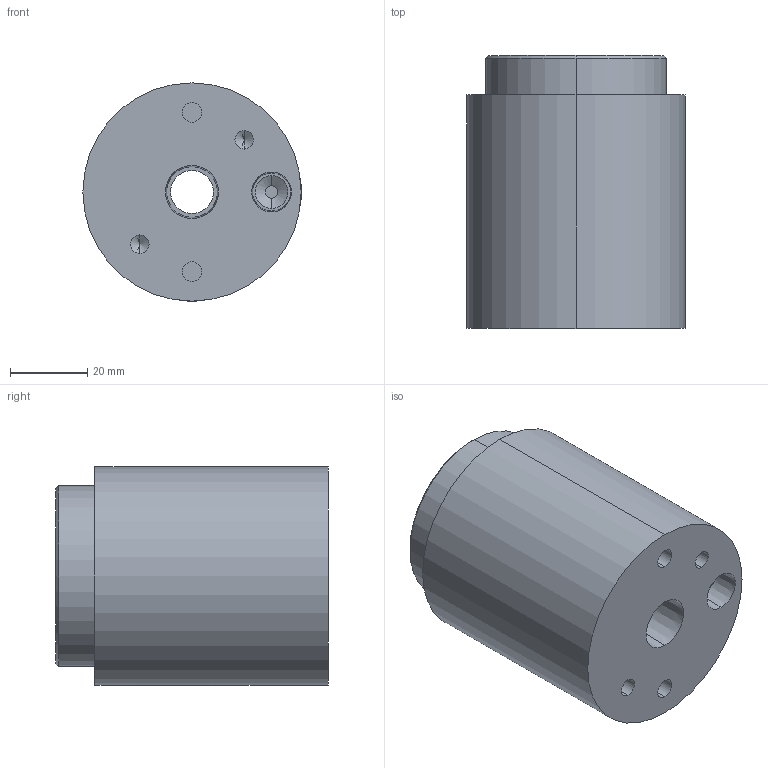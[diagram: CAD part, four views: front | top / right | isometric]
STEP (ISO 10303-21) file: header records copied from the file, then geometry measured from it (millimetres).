
FILE_DESCRIPTION (( 'STEP AP214' ), '1' );
FILE_NAME ('CTSC-003115.STEP', '2025-04-24T17:31:49', ( '' ), ( '' ), 'SwSTEP 2.0', 'SolidWorks 2023', '' );
FILE_SCHEMA (( 'AUTOMOTIVE_DESIGN' ));
Length unit declared in the file: inch
Products named in the file (1): CTSC-003115
Bounding box: 56.39 x 70.5 x 56.39 mm (x, y, z)
Volume: 145278.9 mm3; surface area: 22863.4 mm2
Topology: 1 solids, 3 shells, 118 faces, 285 edges, 182 vertices
Faces by surface type: plane 49, cylinder 44, cone 25
Entity records: 4921 total; most frequent: CARTESIAN_POINT 762, DIRECTION 610, ORIENTED_EDGE 558, EDGE_CURVE 279, AXIS2_PLACEMENT_3D 230, VERTEX_POINT 182, LINE 150, VECTOR 150
